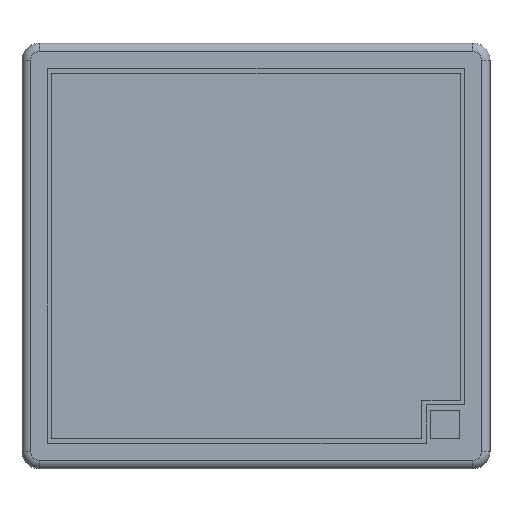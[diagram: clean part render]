
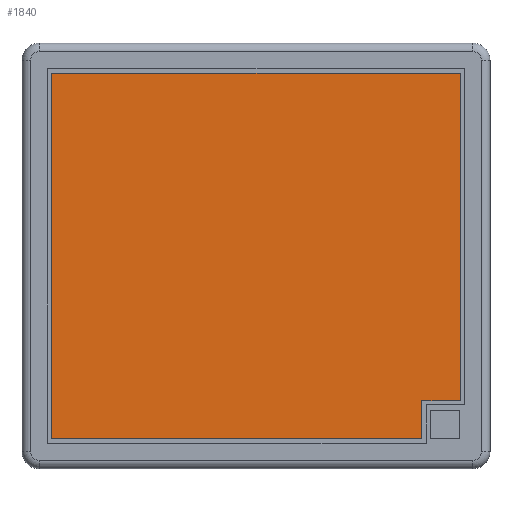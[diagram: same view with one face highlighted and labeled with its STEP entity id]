
A CAD part, top view. The second image highlights one B-rep face of the part: STEP entity #1840.
In plain terms, the highlighted planar face has unit normal (0, 0, 1).
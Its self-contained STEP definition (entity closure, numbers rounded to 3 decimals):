
#13 = ORIENTED_EDGE ( 'NONE', *, *, #814, .T. ) ;
#35 = LINE ( 'NONE', #744, #1792 ) ;
#40 = CARTESIAN_POINT ( 'NONE',  ( 24., 21.5, 6. ) ) ;
#62 = FACE_OUTER_BOUND ( 'NONE', #364, .T. ) ;
#95 = CARTESIAN_POINT ( 'NONE',  ( 19.5, -21.5, 6. ) ) ;
#111 = DIRECTION ( 'NONE',  ( 0., 1., 0. ) ) ;
#165 = VERTEX_POINT ( 'NONE', #40 ) ;
#203 = VERTEX_POINT ( 'NONE', #95 ) ;
#249 = EDGE_CURVE ( 'NONE', #311, #203, #529, .T. ) ;
#251 = LINE ( 'NONE', #1269, #433 ) ;
#253 = EDGE_CURVE ( 'NONE', #311, #549, #251, .T. ) ;
#269 = ORIENTED_EDGE ( 'NONE', *, *, #1597, .T. ) ;
#286 = VECTOR ( 'NONE', #1554, 1000. ) ;
#311 = VERTEX_POINT ( 'NONE', #861 ) ;
#364 = EDGE_LOOP ( 'NONE', ( #13, #525, #269, #1666, #1082, #728 ) ) ;
#373 = DIRECTION ( 'NONE',  ( 0., 0., -1. ) ) ;
#399 = LINE ( 'NONE', #972, #1244 ) ;
#428 = CARTESIAN_POINT ( 'NONE',  ( 0., 21.5, 6. ) ) ;
#433 = VECTOR ( 'NONE', #1566, 1000. ) ;
#468 = VERTEX_POINT ( 'NONE', #1506 ) ;
#525 = ORIENTED_EDGE ( 'NONE', *, *, #1508, .F. ) ;
#529 = LINE ( 'NONE', #1546, #1236 ) ;
#549 = VERTEX_POINT ( 'NONE', #1799 ) ;
#569 = CARTESIAN_POINT ( 'NONE',  ( 0., -17., 6. ) ) ;
#584 = VERTEX_POINT ( 'NONE', #1115 ) ;
#663 = PLANE ( 'NONE',  #1586 ) ;
#719 = LINE ( 'NONE', #428, #1618 ) ;
#728 = ORIENTED_EDGE ( 'NONE', *, *, #249, .T. ) ;
#744 = CARTESIAN_POINT ( 'NONE',  ( 19.5, 0., 6. ) ) ;
#814 = EDGE_CURVE ( 'NONE', #203, #584, #35, .T. ) ;
#861 = CARTESIAN_POINT ( 'NONE',  ( -24., -21.5, 6. ) ) ;
#972 = CARTESIAN_POINT ( 'NONE',  ( 24., 0., 6. ) ) ;
#1008 = DIRECTION ( 'NONE',  ( 1., 0., 0. ) ) ;
#1035 = LINE ( 'NONE', #569, #286 ) ;
#1082 = ORIENTED_EDGE ( 'NONE', *, *, #253, .F. ) ;
#1115 = CARTESIAN_POINT ( 'NONE',  ( 19.5, -17., 6. ) ) ;
#1236 = VECTOR ( 'NONE', #1529, 1000. ) ;
#1244 = VECTOR ( 'NONE', #111, 1000. ) ;
#1267 = EDGE_CURVE ( 'NONE', #549, #165, #719, .T. ) ;
#1269 = CARTESIAN_POINT ( 'NONE',  ( -24., 0., 6. ) ) ;
#1350 = DIRECTION ( 'NONE',  ( 0., 1., 0. ) ) ;
#1482 = DIRECTION ( 'NONE',  ( -1., 0., 0. ) ) ;
#1506 = CARTESIAN_POINT ( 'NONE',  ( 24., -17., 6. ) ) ;
#1508 = EDGE_CURVE ( 'NONE', #468, #584, #1035, .T. ) ;
#1512 = CARTESIAN_POINT ( 'NONE',  ( 0., 0., 6. ) ) ;
#1529 = DIRECTION ( 'NONE',  ( 1., 0., 0. ) ) ;
#1546 = CARTESIAN_POINT ( 'NONE',  ( 0., -21.5, 6. ) ) ;
#1554 = DIRECTION ( 'NONE',  ( -1., 0., 0. ) ) ;
#1566 = DIRECTION ( 'NONE',  ( 0., 1., 0. ) ) ;
#1586 = AXIS2_PLACEMENT_3D ( 'NONE', #1512, #373, #1482 ) ;
#1597 = EDGE_CURVE ( 'NONE', #468, #165, #399, .T. ) ;
#1618 = VECTOR ( 'NONE', #1008, 1000. ) ;
#1666 = ORIENTED_EDGE ( 'NONE', *, *, #1267, .F. ) ;
#1792 = VECTOR ( 'NONE', #1350, 1000. ) ;
#1799 = CARTESIAN_POINT ( 'NONE',  ( -24., 21.5, 6. ) ) ;
#1840 = ADVANCED_FACE ( 'NONE', ( #62 ), #663, .F. ) ;
